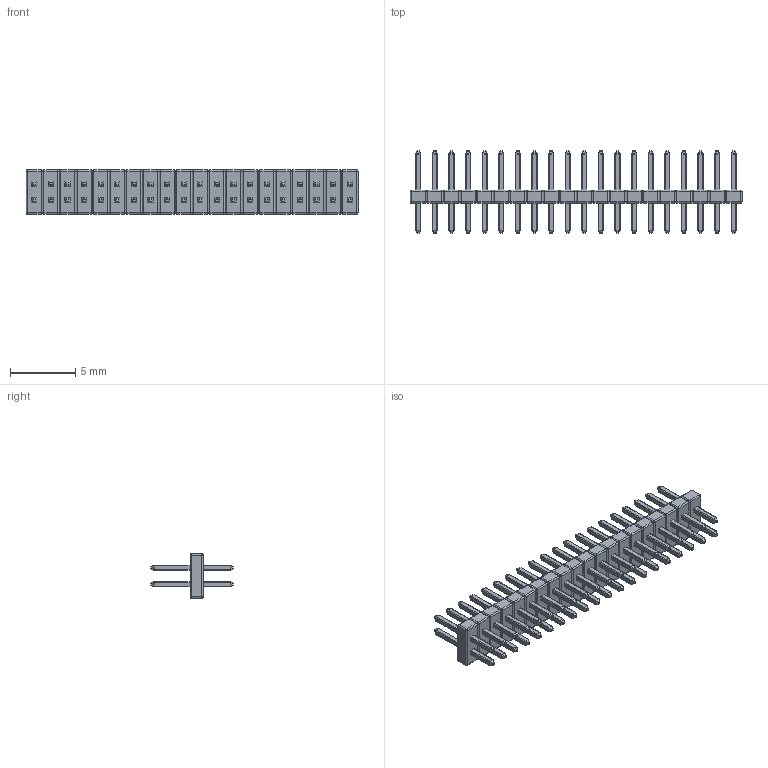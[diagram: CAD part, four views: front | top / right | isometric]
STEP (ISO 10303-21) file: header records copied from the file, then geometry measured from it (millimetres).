
FILE_DESCRIPTION (( 'STEP AP214' ), '1' );
FILE_NAME ('M50-3502042.STEP', '2018-01-10T21:03:53', ( '' ), ( '' ), 'SwSTEP 2.0', 'SolidWorks 2014', '' );
FILE_SCHEMA (( 'AUTOMOTIVE_DESIGN' ));
Length unit declared in the file: millimetre
Products named in the file (2): M50-350-Pin; M50-3502042
Assembly tree (20 placements, depth 2):
  M50-3502042
    M50-350-Pin  x20
Bounding box: 25.4 x 6.3 x 3.4 mm (x, y, z)
Volume: 117.6 mm3; surface area: 644.8 mm2
Topology: 20 solids, 20 shells, 3160 faces, 6880 edges, 3360 vertices
Faces by surface type: cylinder 1520, plane 840, sphere 800
Entity records: 5238 total; most frequent: DIRECTION 834, CARTESIAN_POINT 669, ORIENTED_EDGE 640, AXIS2_PLACEMENT_3D 333, EDGE_CURVE 320, VERTEX_POINT 168, VECTOR 168, LINE 168
